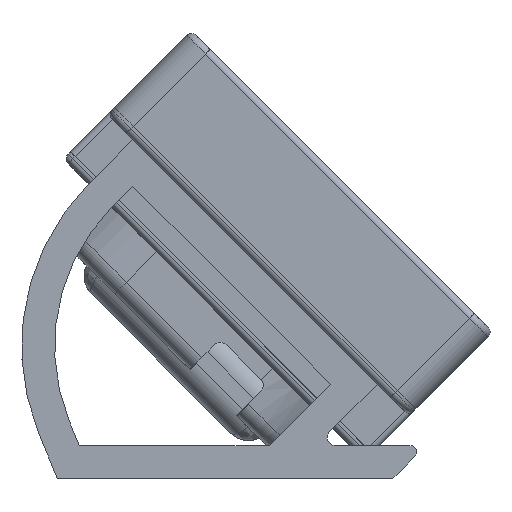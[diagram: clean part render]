
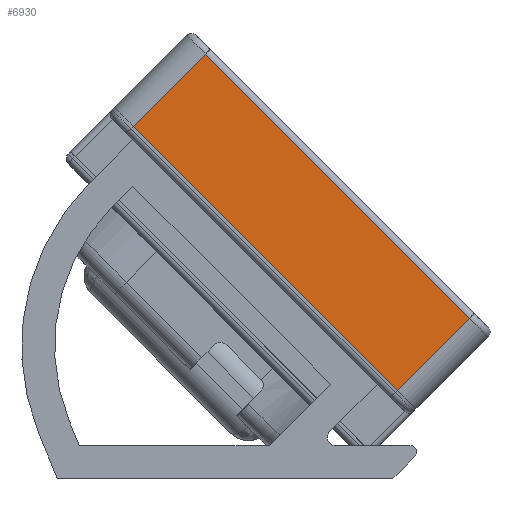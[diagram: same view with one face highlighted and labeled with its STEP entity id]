
A CAD part, left-side view. The second image highlights one B-rep face of the part: STEP entity #6930.
In plain terms, the highlighted planar face has unit normal (-1, 0, 0).
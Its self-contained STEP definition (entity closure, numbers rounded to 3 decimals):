
#786=FACE_OUTER_BOUND('',#1222,.T.);
#1222=EDGE_LOOP('',(#4902,#4903,#4904,#4905));
#1752=LINE('',#10482,#2405);
#1756=LINE('',#10500,#2409);
#1762=LINE('',#10523,#2415);
#1767=LINE('',#10535,#2420);
#2405=VECTOR('',#8321,10.);
#2409=VECTOR('',#8345,10.);
#2415=VECTOR('',#8371,10.);
#2420=VECTOR('',#8384,10.);
#3062=VERTEX_POINT('',#10475);
#3065=VERTEX_POINT('',#10480);
#3069=VERTEX_POINT('',#10498);
#3076=VERTEX_POINT('',#10522);
#3738=EDGE_CURVE('',#3065,#3062,#1752,.T.);
#3748=EDGE_CURVE('',#3069,#3065,#1756,.T.);
#3759=EDGE_CURVE('',#3062,#3076,#1762,.T.);
#3766=EDGE_CURVE('',#3069,#3076,#1767,.F.);
#4902=ORIENTED_EDGE('',*,*,#3738,.F.);
#4903=ORIENTED_EDGE('',*,*,#3748,.F.);
#4904=ORIENTED_EDGE('',*,*,#3766,.T.);
#4905=ORIENTED_EDGE('',*,*,#3759,.F.);
#6700=PLANE('',#7423);
#6930=ADVANCED_FACE('',(#786),#6700,.T.);
#7423=AXIS2_PLACEMENT_3D('',#10537,#8386,#8387);
#8321=DIRECTION('',(0.,-0.707,-0.707));
#8345=DIRECTION('',(0.,-0.707,0.707));
#8371=DIRECTION('',(0.,0.707,-0.707));
#8384=DIRECTION('',(0.,0.707,0.707));
#8386=DIRECTION('center_axis',(-1.,0.,0.));
#8387=DIRECTION('ref_axis',(0.,-0.707,0.707));
#10475=CARTESIAN_POINT('',(-171.5,-95.734,-11.281));
#10480=CARTESIAN_POINT('',(-171.5,-15.477,68.976));
#10482=CARTESIAN_POINT('',(-171.5,-92.375,-7.922));
#10498=CARTESIAN_POINT('',(-171.5,6.443,47.056));
#10500=CARTESIAN_POINT('',(-171.5,-15.477,68.976));
#10522=CARTESIAN_POINT('',(-171.5,-73.814,-33.201));
#10523=CARTESIAN_POINT('',(-171.5,-78.056,-28.958));
#10535=CARTESIAN_POINT('',(-171.5,-30.327,10.286));
#10537=CARTESIAN_POINT('Origin',(-171.5,-89.017,-4.563));
